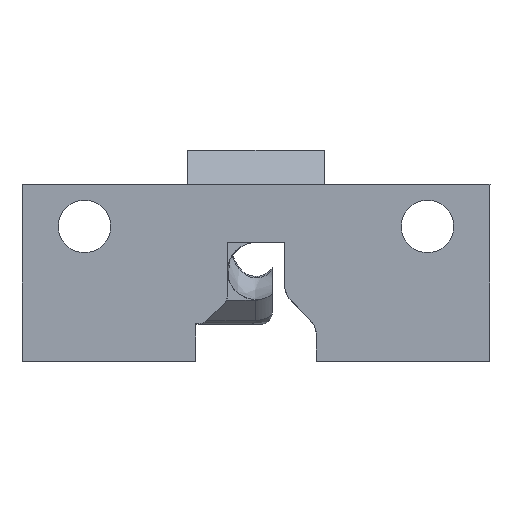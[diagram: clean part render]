
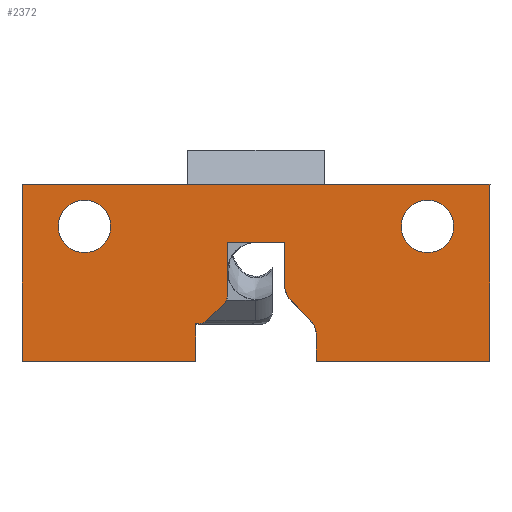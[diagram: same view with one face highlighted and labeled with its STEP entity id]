
A CAD part, top view. The second image highlights one B-rep face of the part: STEP entity #2372.
In plain terms, the highlighted planar face has unit normal (0, 0, 1).
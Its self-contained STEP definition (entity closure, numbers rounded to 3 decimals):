
#31=FACE_BOUND('',#828,.T.);
#32=FACE_BOUND('',#829,.T.);
#67=PLANE('',#2572);
#196=LINE('',#4150,#422);
#265=LINE('',#4439,#491);
#269=LINE('',#4447,#495);
#270=LINE('',#4450,#496);
#271=LINE('',#4452,#497);
#272=LINE('',#4456,#498);
#273=LINE('',#4460,#499);
#274=LINE('',#4462,#500);
#275=LINE('',#4464,#501);
#276=LINE('',#4466,#502);
#277=LINE('',#4468,#503);
#278=LINE('',#4470,#504);
#279=LINE('',#4472,#505);
#280=LINE('',#4473,#506);
#422=VECTOR('',#2860,10.);
#491=VECTOR('',#3059,10.);
#495=VECTOR('',#3065,10.);
#496=VECTOR('',#3068,10.);
#497=VECTOR('',#3069,10.);
#498=VECTOR('',#3072,10.);
#499=VECTOR('',#3075,10.);
#500=VECTOR('',#3076,10.);
#501=VECTOR('',#3077,10.);
#502=VECTOR('',#3078,10.);
#503=VECTOR('',#3079,10.);
#504=VECTOR('',#3080,10.);
#505=VECTOR('',#3081,10.);
#506=VECTOR('',#3082,10.);
#691=FACE_OUTER_BOUND('',#827,.T.);
#827=EDGE_LOOP('',(#1948,#1949,#1950,#1951,#1952,#1953,#1954,#1955,#1956,
#1957,#1958,#1959,#1960,#1961,#1962,#1963,#1964,#1965));
#828=EDGE_LOOP('',(#1966));
#829=EDGE_LOOP('',(#1967));
#967=CIRCLE('',#2563,1.);
#970=CIRCLE('',#2573,1.);
#971=CIRCLE('',#2574,2.);
#972=CIRCLE('',#2575,2.);
#973=CIRCLE('',#2576,2.3);
#974=CIRCLE('',#2577,2.3);
#1088=VERTEX_POINT('',#4147);
#1089=VERTEX_POINT('',#4149);
#1152=VERTEX_POINT('',#4391);
#1153=VERTEX_POINT('',#4393);
#1159=VERTEX_POINT('',#4438);
#1162=VERTEX_POINT('',#4446);
#1163=VERTEX_POINT('',#4448);
#1164=VERTEX_POINT('',#4451);
#1165=VERTEX_POINT('',#4453);
#1166=VERTEX_POINT('',#4455);
#1167=VERTEX_POINT('',#4457);
#1168=VERTEX_POINT('',#4459);
#1169=VERTEX_POINT('',#4461);
#1170=VERTEX_POINT('',#4463);
#1171=VERTEX_POINT('',#4465);
#1172=VERTEX_POINT('',#4467);
#1173=VERTEX_POINT('',#4469);
#1174=VERTEX_POINT('',#4471);
#1175=VERTEX_POINT('',#4474);
#1176=VERTEX_POINT('',#4476);
#1341=EDGE_CURVE('',#1088,#1089,#196,.T.);
#1437=EDGE_CURVE('',#1152,#1153,#967,.T.);
#1448=EDGE_CURVE('',#1159,#1153,#265,.T.);
#1452=EDGE_CURVE('',#1162,#1152,#269,.T.);
#1453=EDGE_CURVE('',#1163,#1162,#970,.T.);
#1454=EDGE_CURVE('',#1163,#1089,#270,.T.);
#1455=EDGE_CURVE('',#1164,#1088,#271,.T.);
#1456=EDGE_CURVE('',#1165,#1164,#971,.T.);
#1457=EDGE_CURVE('',#1166,#1165,#272,.T.);
#1458=EDGE_CURVE('',#1167,#1166,#972,.T.);
#1459=EDGE_CURVE('',#1168,#1167,#273,.T.);
#1460=EDGE_CURVE('',#1169,#1168,#274,.T.);
#1461=EDGE_CURVE('',#1169,#1170,#275,.T.);
#1462=EDGE_CURVE('',#1171,#1170,#276,.T.);
#1463=EDGE_CURVE('',#1171,#1172,#277,.T.);
#1464=EDGE_CURVE('',#1173,#1172,#278,.T.);
#1465=EDGE_CURVE('',#1174,#1173,#279,.T.);
#1466=EDGE_CURVE('',#1174,#1159,#280,.T.);
#1467=EDGE_CURVE('',#1175,#1175,#973,.T.);
#1468=EDGE_CURVE('',#1176,#1176,#974,.T.);
#1948=ORIENTED_EDGE('',*,*,#1437,.F.);
#1949=ORIENTED_EDGE('',*,*,#1452,.F.);
#1950=ORIENTED_EDGE('',*,*,#1453,.F.);
#1951=ORIENTED_EDGE('',*,*,#1454,.T.);
#1952=ORIENTED_EDGE('',*,*,#1341,.F.);
#1953=ORIENTED_EDGE('',*,*,#1455,.F.);
#1954=ORIENTED_EDGE('',*,*,#1456,.F.);
#1955=ORIENTED_EDGE('',*,*,#1457,.F.);
#1956=ORIENTED_EDGE('',*,*,#1458,.F.);
#1957=ORIENTED_EDGE('',*,*,#1459,.F.);
#1958=ORIENTED_EDGE('',*,*,#1460,.F.);
#1959=ORIENTED_EDGE('',*,*,#1461,.T.);
#1960=ORIENTED_EDGE('',*,*,#1462,.F.);
#1961=ORIENTED_EDGE('',*,*,#1463,.T.);
#1962=ORIENTED_EDGE('',*,*,#1464,.F.);
#1963=ORIENTED_EDGE('',*,*,#1465,.F.);
#1964=ORIENTED_EDGE('',*,*,#1466,.T.);
#1965=ORIENTED_EDGE('',*,*,#1448,.T.);
#1966=ORIENTED_EDGE('',*,*,#1467,.F.);
#1967=ORIENTED_EDGE('',*,*,#1468,.F.);
#2372=ADVANCED_FACE('',(#691,#31,#32),#67,.F.);
#2563=AXIS2_PLACEMENT_3D('',#4394,#3036,#3037);
#2572=AXIS2_PLACEMENT_3D('',#4445,#3063,#3064);
#2573=AXIS2_PLACEMENT_3D('',#4449,#3066,#3067);
#2574=AXIS2_PLACEMENT_3D('',#4454,#3070,#3071);
#2575=AXIS2_PLACEMENT_3D('',#4458,#3073,#3074);
#2576=AXIS2_PLACEMENT_3D('',#4475,#3083,#3084);
#2577=AXIS2_PLACEMENT_3D('',#4477,#3085,#3086);
#2860=DIRECTION('',(-1.,0.,0.));
#3036=DIRECTION('center_axis',(0.,0.,
-1.));
#3037=DIRECTION('ref_axis',(0.383,-0.924,0.));
#3059=DIRECTION('',(1.,0.,0.));
#3063=DIRECTION('center_axis',(0.,0.,
-1.));
#3064=DIRECTION('ref_axis',(1.,0.,0.));
#3065=DIRECTION('',(-0.707,-0.707,0.));
#3066=DIRECTION('center_axis',(0.,0.,
-1.));
#3067=DIRECTION('ref_axis',(0.924,-0.383,0.));
#3068=DIRECTION('',(0.,1.,0.));
#3069=DIRECTION('',(0.,1.,0.));
#3070=DIRECTION('center_axis',(0.,0.,
-1.));
#3071=DIRECTION('ref_axis',(-0.924,-0.383,0.));
#3072=DIRECTION('',(-0.707,0.707,0.));
#3073=DIRECTION('center_axis',(0.,0.,
1.));
#3074=DIRECTION('ref_axis',(0.924,0.383,0.));
#3075=DIRECTION('',(0.,1.,0.));
#3076=DIRECTION('',(-1.,0.,0.));
#3077=DIRECTION('',(0.,1.,0.));
#3078=DIRECTION('',(1.,0.,0.));
#3079=DIRECTION('',(0.,-1.,0.));
#3080=DIRECTION('',(-1.,0.,0.));
#3081=DIRECTION('',(-1.,0.,0.));
#3082=DIRECTION('',(0.,1.,0.));
#3083=DIRECTION('center_axis',(0.,0.,
1.));
#3084=DIRECTION('ref_axis',(1.,0.,0.));
#3085=DIRECTION('center_axis',(0.,0.,
1.));
#3086=DIRECTION('ref_axis',(1.,0.,0.));
#4147=CARTESIAN_POINT('',(2.823,-1.589,-4.155));
#4149=CARTESIAN_POINT('',(-2.177,-1.589,-4.155));
#4150=CARTESIAN_POINT('',(2.823,-1.589,-4.155));
#4391=CARTESIAN_POINT('',(-3.984,-8.457,-4.155));
#4393=CARTESIAN_POINT('',(-4.691,-8.75,-4.155));
#4394=CARTESIAN_POINT('Origin',(-4.691,-7.75,-4.155));
#4438=CARTESIAN_POINT('',(-4.977,-8.75,-4.155));
#4439=CARTESIAN_POINT('',(-2.327,-8.75,-4.155));
#4445=CARTESIAN_POINT('Origin',(0.323,-4.297,-4.155));
#4446=CARTESIAN_POINT('',(-2.47,-6.942,-4.155));
#4447=CARTESIAN_POINT('',(-1.489,-5.961,-4.155));
#4448=CARTESIAN_POINT('',(-2.177,-6.235,-4.155));
#4449=CARTESIAN_POINT('Origin',(-3.177,-6.235,-4.155));
#4450=CARTESIAN_POINT('',(-2.177,-3.047,-4.155));
#4451=CARTESIAN_POINT('',(2.823,-5.322,-4.155));
#4452=CARTESIAN_POINT('',(2.823,-8.951,-4.155));
#4453=CARTESIAN_POINT('',(3.409,-6.737,-4.155));
#4454=CARTESIAN_POINT('Origin',(4.823,-5.322,-4.155));
#4455=CARTESIAN_POINT('',(5.037,-8.365,-4.155));
#4456=CARTESIAN_POINT('',(2.434,-5.762,-4.155));
#4457=CARTESIAN_POINT('',(5.623,-9.779,-4.155));
#4458=CARTESIAN_POINT('Origin',(3.623,-9.779,-4.155));
#4459=CARTESIAN_POINT('',(5.623,-12.047,-4.155));
#4460=CARTESIAN_POINT('',(5.623,-12.047,-4.155));
#4461=CARTESIAN_POINT('',(20.823,-12.047,-4.155));
#4462=CARTESIAN_POINT('',(22.819,-12.047,-4.155));
#4463=CARTESIAN_POINT('',(20.823,3.453,-4.155));
#4464=CARTESIAN_POINT('',(20.823,-8.422,-4.155));
#4465=CARTESIAN_POINT('',(-20.177,3.453,-4.155));
#4466=CARTESIAN_POINT('',(-22.177,3.453,-4.155));
#4467=CARTESIAN_POINT('',(-20.177,-12.047,-4.155));
#4468=CARTESIAN_POINT('',(-20.177,-0.422,-4.155));
#4469=CARTESIAN_POINT('',(-18.677,-12.047,-4.155));
#4470=CARTESIAN_POINT('',(-18.677,-12.047,-4.155));
#4471=CARTESIAN_POINT('',(-4.977,-12.047,-4.155));
#4472=CARTESIAN_POINT('',(-4.977,-12.047,-4.155));
#4473=CARTESIAN_POINT('',(-4.977,-6.624,-4.155));
#4474=CARTESIAN_POINT('',(-17.002,-0.216,-4.155));
#4475=CARTESIAN_POINT('Origin',(-14.702,-0.216,-4.155));
#4476=CARTESIAN_POINT('',(13.048,-0.217,-4.155));
#4477=CARTESIAN_POINT('Origin',(15.348,-0.217,-4.155));
